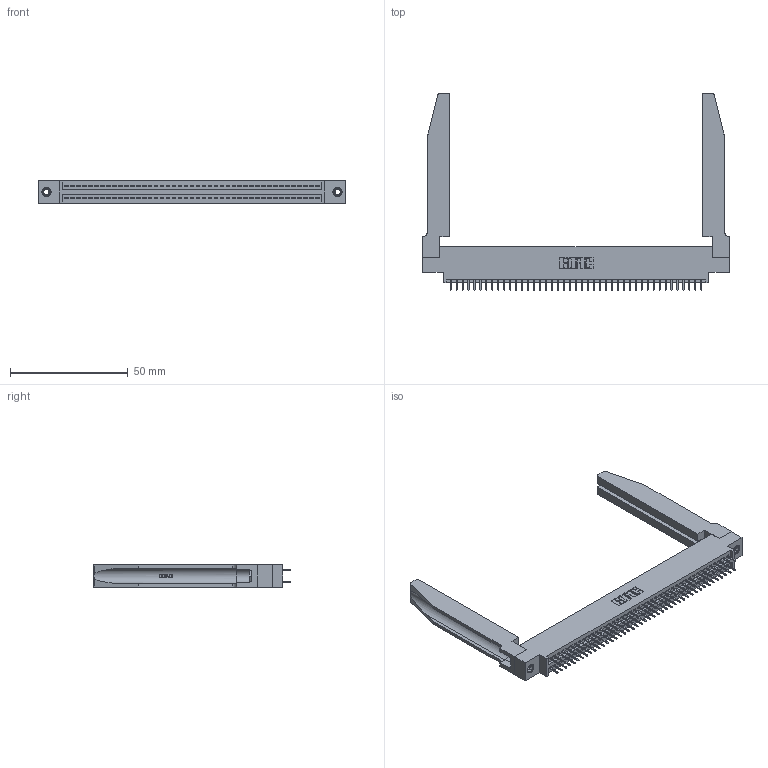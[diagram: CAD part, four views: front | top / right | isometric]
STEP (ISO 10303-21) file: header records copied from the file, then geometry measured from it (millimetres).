
FILE_DESCRIPTION (( 'STEP AP203' ), '1' );
FILE_NAME ('345-086-525-878.STEP', '2020-09-21T14:02:47', ( '' ), ( '' ), 'SwSTEP 2.0', 'SolidWorks 2020', '' );
FILE_SCHEMA (( 'CONFIG_CONTROL_DESIGN' ));
Length unit declared in the file: inch
Products named in the file (5): 345-292-001_345-293-125; 345-220-078_345-220-078; 345-250-001_345-250-001-102; 345-086-525-878; 345 Part_0.170 Offset - 0.156 Dia-TH
Assembly tree (91 placements, depth 2):
  345-086-525-878
    345 Part_0.170 Offset - 0.156 Dia-TH
    345-292-001_345-293-125  x86
    345-250-001_345-250-001-102  x2
    345-220-078_345-220-078  x2
Bounding box: 130.45 x 84 x 9.4 mm (x, y, z)
Volume: 20197.2 mm3; surface area: 24943.6 mm2
Topology: 91 solids, 91 shells, 5008 faces, 14119 edges, 9058 vertices
Faces by surface type: plane 3580, cylinder 1376, bspline 36, cone 12, torus 4
Entity records: 38550 total; most frequent: CARTESIAN_POINT 7379, ORIENTED_EDGE 6210, DIRECTION 5499, EDGE_CURVE 3105, VECTOR 2711, LINE 2711, VERTEX_POINT 2060, AXIS2_PLACEMENT_3D 1394
